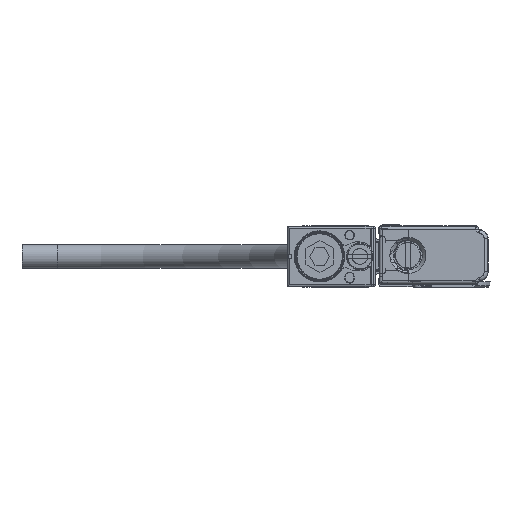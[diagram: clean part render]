
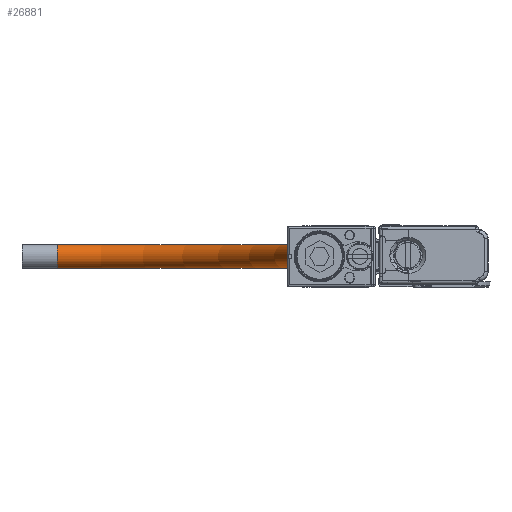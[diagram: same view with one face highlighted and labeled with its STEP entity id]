
A CAD part, left-side view. The second image highlights one B-rep face of the part: STEP entity #26881.
In plain terms, the highlighted toroidal (fillet/blend) face has major radius 75 mm and minor radius 3.4 mm.
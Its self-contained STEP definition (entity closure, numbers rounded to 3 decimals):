
#24426=AXIS2_PLACEMENT_3D('Circle Axis2P3D',#24424,#24425,$) ;
#26842=AXIS2_PLACEMENT_3D('Torus Axis2P3D',#26839,#26840,#26841) ;
#26855=AXIS2_PLACEMENT_3D('Circle Axis2P3D',#26853,#26854,$) ;
#26860=AXIS2_PLACEMENT_3D('Circle Axis2P3D',#26858,#26859,$) ;
#26872=AXIS2_PLACEMENT_3D('Circle Axis2P3D',#26870,#26871,$) ;
#24402=CARTESIAN_POINT('Vertex',(32.5,48.2,3.8)) ;
#24409=CARTESIAN_POINT('Vertex',(32.5,48.2,10.6)) ;
#24424=CARTESIAN_POINT('Axis2P3D Location',(32.5,48.2,7.2)) ;
#26839=CARTESIAN_POINT('Axis2P3D Location',(32.5,123.2,7.2)) ;
#26848=CARTESIAN_POINT('Vertex',(107.5,123.2,3.8)) ;
#26850=CARTESIAN_POINT('Vertex',(107.5,123.2,10.6)) ;
#26853=CARTESIAN_POINT('Axis2P3D Location',(32.5,123.2,10.6)) ;
#26858=CARTESIAN_POINT('Axis2P3D Location',(32.5,123.2,3.8)) ;
#26870=CARTESIAN_POINT('Axis2P3D Location',(107.5,123.2,7.2)) ;
#24425=DIRECTION('Axis2P3D Direction',(-1.,0.,0.)) ;
#26840=DIRECTION('Axis2P3D Direction',(0.,0.,1.)) ;
#26841=DIRECTION('Axis2P3D XDirection',(0.,-1.,0.)) ;
#26854=DIRECTION('Axis2P3D Direction',(0.,0.,1.)) ;
#26859=DIRECTION('Axis2P3D Direction',(0.,0.,1.)) ;
#26871=DIRECTION('Axis2P3D Direction',(0.,-1.,0.)) ;
#26876=ORIENTED_EDGE('',*,*,#26874,.T.) ;
#26877=ORIENTED_EDGE('',*,*,#26862,.F.) ;
#26878=ORIENTED_EDGE('',*,*,#24428,.F.) ;
#26879=ORIENTED_EDGE('',*,*,#26857,.T.) ;
#26881=ADVANCED_FACE('\X2\FF8AFF9FFF70FF82\X0\ \X2\FF8EFF9EFF83FF9EFF68FF70\X0\',(#26880),#26843,.T.) ;
#24427=CIRCLE('generated circle',#24426,3.4) ;
#26856=CIRCLE('generated circle',#26855,75.) ;
#26861=CIRCLE('generated circle',#26860,75.) ;
#26873=CIRCLE('generated circle',#26872,3.4) ;
#26843=TOROIDAL_SURFACE('homeo Torus',#26842,75.,3.4) ;
#24428=EDGE_CURVE('',#24410,#24403,#24427,.T.) ;
#26857=EDGE_CURVE('',#24410,#26851,#26856,.T.) ;
#26862=EDGE_CURVE('',#24403,#26849,#26861,.T.) ;
#26874=EDGE_CURVE('',#26851,#26849,#26873,.T.) ;
#26875=EDGE_LOOP('',(#26876,#26877,#26878,#26879)) ;
#26880=FACE_OUTER_BOUND('',#26875,.T.) ;
#24403=VERTEX_POINT('',#24402) ;
#24410=VERTEX_POINT('',#24409) ;
#26849=VERTEX_POINT('',#26848) ;
#26851=VERTEX_POINT('',#26850) ;
